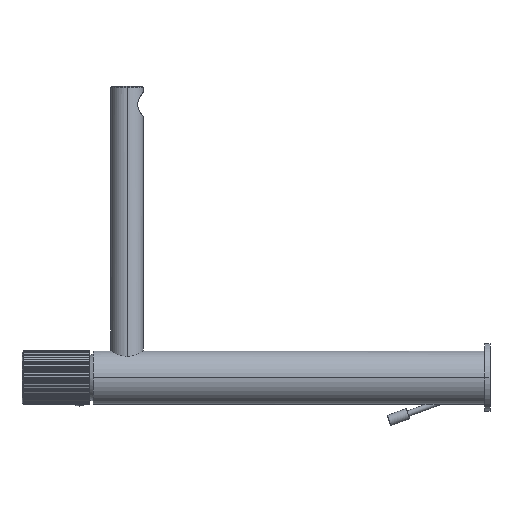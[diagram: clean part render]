
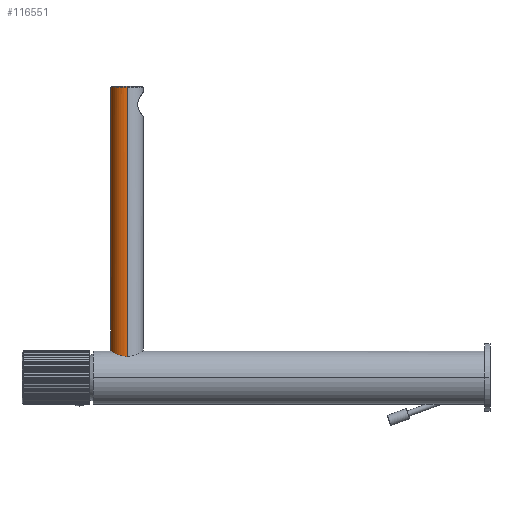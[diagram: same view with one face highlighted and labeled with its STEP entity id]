
A CAD part, left-side view. The second image highlights one B-rep face of the part: STEP entity #116551.
In plain terms, the highlighted cylindrical face has radius 12 mm (diameter 24 mm), a partial arc.
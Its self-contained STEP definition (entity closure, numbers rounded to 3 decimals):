
#36504=DIRECTION('',(0.,0.,1.));
#36505=VECTOR('',#36504,199.7);
#36506=CARTESIAN_POINT('',(-12.,265.,15.686));
#36507=LINE('',#36506,#36505);
#36822=DIRECTION('',(0.,0.,1.));
#36823=VECTOR('',#36822,199.7);
#36824=CARTESIAN_POINT('',(12.,265.,15.686));
#36825=LINE('',#36824,#36823);
#36831=CARTESIAN_POINT('',(12.,265.,15.686));
#36832=CARTESIAN_POINT('',(12.,265.124,15.686));
#36833=CARTESIAN_POINT('',(11.996,265.371,15.689));
#36834=CARTESIAN_POINT('',(11.979,265.742,15.702));
#36835=CARTESIAN_POINT('',(11.95,266.114,15.724));
#36836=CARTESIAN_POINT('',(11.909,266.487,15.755));
#36837=CARTESIAN_POINT('',(11.857,266.862,15.795));
#36838=CARTESIAN_POINT('',(11.792,267.238,15.844));
#36839=CARTESIAN_POINT('',(11.714,267.615,15.901));
#36840=CARTESIAN_POINT('',(11.623,267.995,15.968));
#36841=CARTESIAN_POINT('',(11.518,268.376,16.044));
#36842=CARTESIAN_POINT('',(11.399,268.758,16.129));
#36843=CARTESIAN_POINT('',(11.265,269.142,16.223));
#36844=CARTESIAN_POINT('',(11.116,269.527,16.325));
#36845=CARTESIAN_POINT('',(10.951,269.912,16.436));
#36846=CARTESIAN_POINT('',(10.771,270.297,16.555));
#36847=CARTESIAN_POINT('',(10.574,270.68,16.682));
#36848=CARTESIAN_POINT('',(10.361,271.06,16.815));
#36849=CARTESIAN_POINT('',(10.131,271.436,16.954));
#36850=CARTESIAN_POINT('',(9.886,271.808,17.099));
#36851=CARTESIAN_POINT('',(9.625,272.172,17.247));
#36852=CARTESIAN_POINT('',(9.349,272.528,17.398));
#36853=CARTESIAN_POINT('',(9.059,272.874,17.551));
#36854=CARTESIAN_POINT('',(8.756,273.209,17.704));
#36855=CARTESIAN_POINT('',(8.442,273.533,17.856));
#36856=CARTESIAN_POINT('',(8.116,273.843,18.007));
#36857=CARTESIAN_POINT('',(7.78,274.14,18.154));
#36858=CARTESIAN_POINT('',(7.436,274.422,18.298));
#36859=CARTESIAN_POINT('',(7.084,274.689,18.437));
#36860=CARTESIAN_POINT('',(6.725,274.941,18.571));
#36861=CARTESIAN_POINT('',(6.361,275.178,18.699));
#36862=CARTESIAN_POINT('',(5.992,275.4,18.82));
#36863=CARTESIAN_POINT('',(5.618,275.606,18.935));
#36864=CARTESIAN_POINT('',(5.241,275.798,19.043));
#36865=CARTESIAN_POINT('',(4.861,275.974,19.144));
#36866=CARTESIAN_POINT('',(4.479,276.135,19.237));
#36867=CARTESIAN_POINT('',(4.095,276.282,19.322));
#36868=CARTESIAN_POINT('',(3.709,276.415,19.4));
#36869=CARTESIAN_POINT('',(3.321,276.534,19.47));
#36870=CARTESIAN_POINT('',(2.932,276.638,19.532));
#36871=CARTESIAN_POINT('',(2.543,276.73,19.587));
#36872=CARTESIAN_POINT('',(2.153,276.808,19.634));
#36873=CARTESIAN_POINT('',(1.763,276.872,19.672));
#36874=CARTESIAN_POINT('',(1.372,276.923,19.704));
#36875=CARTESIAN_POINT('',(0.98,276.962,
19.727));
#36876=CARTESIAN_POINT('',(0.588,276.988,
19.743));
#36877=CARTESIAN_POINT('',(0.196,277.001,
19.75));
#36878=CARTESIAN_POINT('',(-0.196,277.001,
19.75));
#36879=CARTESIAN_POINT('',(-0.588,276.988,
19.743));
#36880=CARTESIAN_POINT('',(-0.98,276.962,
19.727));
#36881=CARTESIAN_POINT('',(-1.372,276.923,
19.704));
#36882=CARTESIAN_POINT('',(-1.763,276.872,
19.672));
#36883=CARTESIAN_POINT('',(-2.153,276.808,
19.634));
#36884=CARTESIAN_POINT('',(-2.543,276.73,
19.587));
#36885=CARTESIAN_POINT('',(-2.932,276.638,
19.532));
#36886=CARTESIAN_POINT('',(-3.321,276.534,
19.47));
#36887=CARTESIAN_POINT('',(-3.709,276.415,
19.4));
#36888=CARTESIAN_POINT('',(-4.095,276.282,
19.322));
#36889=CARTESIAN_POINT('',(-4.479,276.135,
19.237));
#36890=CARTESIAN_POINT('',(-4.861,275.974,
19.144));
#36891=CARTESIAN_POINT('',(-5.241,275.798,
19.043));
#36892=CARTESIAN_POINT('',(-5.618,275.606,
18.935));
#36893=CARTESIAN_POINT('',(-5.992,275.4,
18.82));
#36894=CARTESIAN_POINT('',(-6.361,275.178,
18.699));
#36895=CARTESIAN_POINT('',(-6.725,274.941,
18.571));
#36896=CARTESIAN_POINT('',(-7.084,274.689,
18.437));
#36897=CARTESIAN_POINT('',(-7.436,274.422,
18.298));
#36898=CARTESIAN_POINT('',(-7.78,274.14,
18.154));
#36899=CARTESIAN_POINT('',(-8.116,273.843,
18.007));
#36900=CARTESIAN_POINT('',(-8.442,273.533,
17.856));
#36901=CARTESIAN_POINT('',(-8.756,273.209,
17.704));
#36902=CARTESIAN_POINT('',(-9.059,272.874,
17.551));
#36903=CARTESIAN_POINT('',(-9.349,272.528,
17.398));
#36904=CARTESIAN_POINT('',(-9.625,272.172,
17.247));
#36905=CARTESIAN_POINT('',(-9.886,271.808,
17.099));
#36906=CARTESIAN_POINT('',(-10.131,271.436,
16.954));
#36907=CARTESIAN_POINT('',(-10.361,271.06,
16.815));
#36908=CARTESIAN_POINT('',(-10.574,270.68,
16.682));
#36909=CARTESIAN_POINT('',(-10.771,270.297,
16.555));
#36910=CARTESIAN_POINT('',(-10.951,269.912,
16.436));
#36911=CARTESIAN_POINT('',(-11.116,269.527,
16.325));
#36912=CARTESIAN_POINT('',(-11.265,269.142,
16.223));
#36913=CARTESIAN_POINT('',(-11.399,268.758,
16.129));
#36914=CARTESIAN_POINT('',(-11.518,268.376,
16.044));
#36915=CARTESIAN_POINT('',(-11.623,267.995,
15.968));
#36916=CARTESIAN_POINT('',(-11.714,267.615,
15.901));
#36917=CARTESIAN_POINT('',(-11.792,267.238,
15.844));
#36918=CARTESIAN_POINT('',(-11.857,266.862,
15.795));
#36919=CARTESIAN_POINT('',(-11.909,266.487,
15.755));
#36920=CARTESIAN_POINT('',(-11.95,266.114,
15.724));
#36921=CARTESIAN_POINT('',(-11.979,265.742,
15.702));
#36922=CARTESIAN_POINT('',(-11.996,265.371,
15.689));
#36923=CARTESIAN_POINT('',(-12.,265.124,15.686));
#36924=CARTESIAN_POINT('',(-12.,265.,15.686));
#49467=CARTESIAN_POINT('',(0.,265.,215.386));
#49468=DIRECTION('',(0.,0.,-1.));
#49469=DIRECTION('',(-1.,0.,0.));
#49470=AXIS2_PLACEMENT_3D('',#49467,#49468,#49469);
#61721=CARTESIAN_POINT('',(12.,265.,215.386));
#61723=VERTEX_POINT('',#61721);
#61725=CARTESIAN_POINT('',(-12.,265.,215.386));
#61726=VERTEX_POINT('',#61725);
#61735=VERTEX_POINT('',#36831);
#61736=VERTEX_POINT('',#36924);
#116538=CARTESIAN_POINT('',(0.,265.,15.686));
#116539=DIRECTION('',(0.,0.,1.));
#116540=DIRECTION('',(1.,0.,0.));
#116541=AXIS2_PLACEMENT_3D('',#116538,#116539,#116540);
#116542=CYLINDRICAL_SURFACE('',#116541,12.);
#116544=ORIENTED_EDGE('',*,*,#116543,.F.);
#116545=ORIENTED_EDGE('',*,*,#116513,.T.);
#116547=ORIENTED_EDGE('',*,*,#116546,.F.);
#116548=ORIENTED_EDGE('',*,*,#116507,.F.);
#116549=EDGE_LOOP('',(#116544,#116545,#116547,#116548));
#116550=FACE_OUTER_BOUND('',#116549,.F.);
#116551=ADVANCED_FACE('',(#116550),#116542,.T.);
#36925=B_SPLINE_CURVE_WITH_KNOTS('',3,(#36831,#36832,#36833,#36834,#36835,
#36836,#36837,#36838,#36839,#36840,#36841,#36842,#36843,#36844,#36845,#36846,
#36847,#36848,#36849,#36850,#36851,#36852,#36853,#36854,#36855,#36856,#36857,
#36858,#36859,#36860,#36861,#36862,#36863,#36864,#36865,#36866,#36867,#36868,
#36869,#36870,#36871,#36872,#36873,#36874,#36875,#36876,#36877,#36878,#36879,
#36880,#36881,#36882,#36883,#36884,#36885,#36886,#36887,#36888,#36889,#36890,
#36891,#36892,#36893,#36894,#36895,#36896,#36897,#36898,#36899,#36900,#36901,
#36902,#36903,#36904,#36905,#36906,#36907,#36908,#36909,#36910,#36911,#36912,
#36913,#36914,#36915,#36916,#36917,#36918,#36919,#36920,#36921,#36922,#36923,
#36924),.UNSPECIFIED.,.F.,.F.,(4,1,1,1,1,1,1,1,1,1,1,1,1,1,1,1,1,1,1,1,1,1,1,1,
1,1,1,1,1,1,1,1,1,1,1,1,1,1,1,1,1,1,1,1,1,1,1,1,1,1,1,1,1,1,1,1,1,1,1,1,1,1,1,1,
1,1,1,1,1,1,1,1,1,1,1,1,1,1,1,1,1,1,1,1,1,1,1,1,1,1,1,4),(0.,
0.011,0.022,0.033,0.044,
0.055,0.066,0.077,0.088,
0.099,0.11,0.121,0.132,
0.143,0.154,0.165,0.176,
0.187,0.198,0.209,0.22,
0.231,0.242,0.253,0.264,
0.275,0.286,0.297,0.308,
0.319,0.33,0.341,0.352,
0.363,0.374,0.385,0.396,
0.407,0.418,0.429,0.44,
0.451,0.462,0.473,0.484,
0.495,0.505,0.516,0.527,
0.538,0.549,0.56,0.571,
0.582,0.593,0.604,0.615,
0.626,0.637,0.648,0.659,
0.67,0.681,0.692,0.703,
0.714,0.725,0.736,0.747,
0.758,0.769,0.78,0.791,
0.802,0.813,0.824,0.835,
0.846,0.857,0.868,0.879,
0.89,0.901,0.912,0.923,
0.934,0.945,0.956,0.967,
0.978,0.989,1.),.UNSPECIFIED.);
#49471=CIRCLE('',#49470,12.);
#116507=EDGE_CURVE('',#61736,#61726,#36507,.T.);
#116513=EDGE_CURVE('',#61735,#61723,#36825,.T.);
#116543=EDGE_CURVE('',#61735,#61736,#36925,.T.);
#116546=EDGE_CURVE('',#61726,#61723,#49471,.T.);
